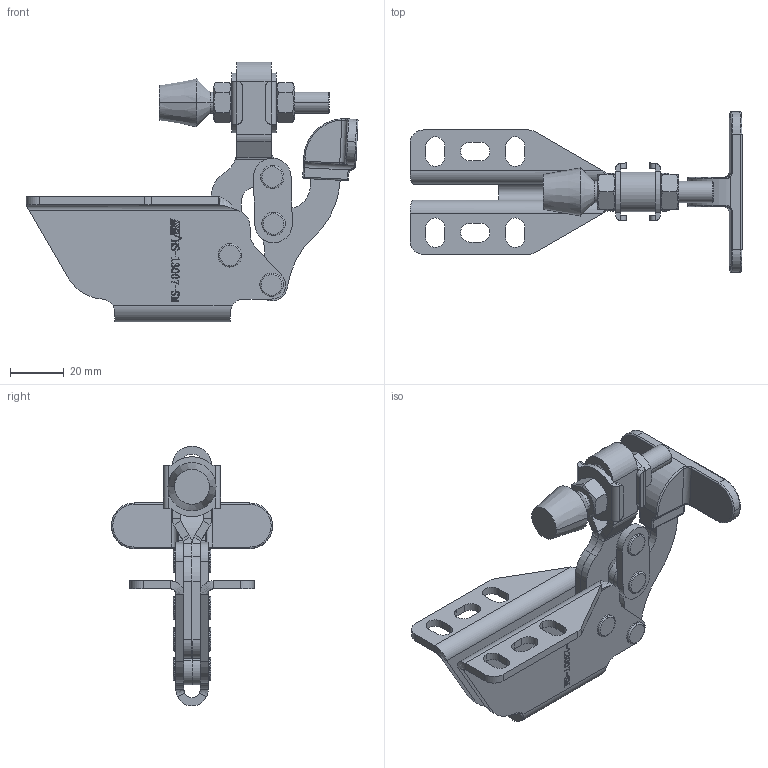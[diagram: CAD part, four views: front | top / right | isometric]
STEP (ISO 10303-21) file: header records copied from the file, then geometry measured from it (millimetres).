
FILE_DESCRIPTION (( 'STEP AP203' ), '1' );
FILE_NAME ('HS-13007-SM.STEP', '2019-10-14T00:12:48', ( '微软用户' ), ( '微软中国' ), 'SwSTEP 2.0', 'SolidWorks 2012', '' );
FILE_SCHEMA (( 'CONFIG_CONTROL_DESIGN' ));
Length unit declared in the file: millimetre
Products named in the file (11): HS-13007-SM; hex nuts, style 1-grades ab gb_GB_FASTENER_NUT_SNAB1 M8-S; FW-516; hexagon head bolts-full thread gb_GB_FASTENER_BOLT_STBAB A M8X55-C; HS-13007揤輸; HS-13007揤參; HS-13007忒梟; HS-13007忒參; HS-13007穩隊; HS-13007蟀裝; HS-13007-SM眻菁釱
Assembly tree (17 placements, depth 2):
  HS-13007-SM
    HS-13007-SM眻菁釱
    HS-13007蟀裝  x2
    HS-13007穩隊  x4
    HS-13007忒參
    HS-13007忒梟  x2
    HS-13007揤參
    HS-13007揤輸
    hexagon head bolts-full thread gb_GB_FASTENER_BOLT_STBAB A M8X55-C
    FW-516  x2
    hex nuts, style 1-grades ab gb_GB_FASTENER_NUT_SNAB1 M8-S  x2
Bounding box: 123.71 x 60 x 96.8 mm (x, y, z)
Volume: 54476.1 mm3; surface area: 41947.4 mm2
Topology: 17 solids, 17 shells, 953 faces, 2386 edges, 1500 vertices
Faces by surface type: plane 391, cylinder 245, bspline 183, cone 94, torus 34, sphere 6
Entity records: 32776 total; most frequent: CARTESIAN_POINT 13016, ORIENTED_EDGE 4086, DIRECTION 3355, EDGE_CURVE 2043, VERTEX_POINT 1298, LINE 1193, VECTOR 1193, AXIS2_PLACEMENT_3D 1081
